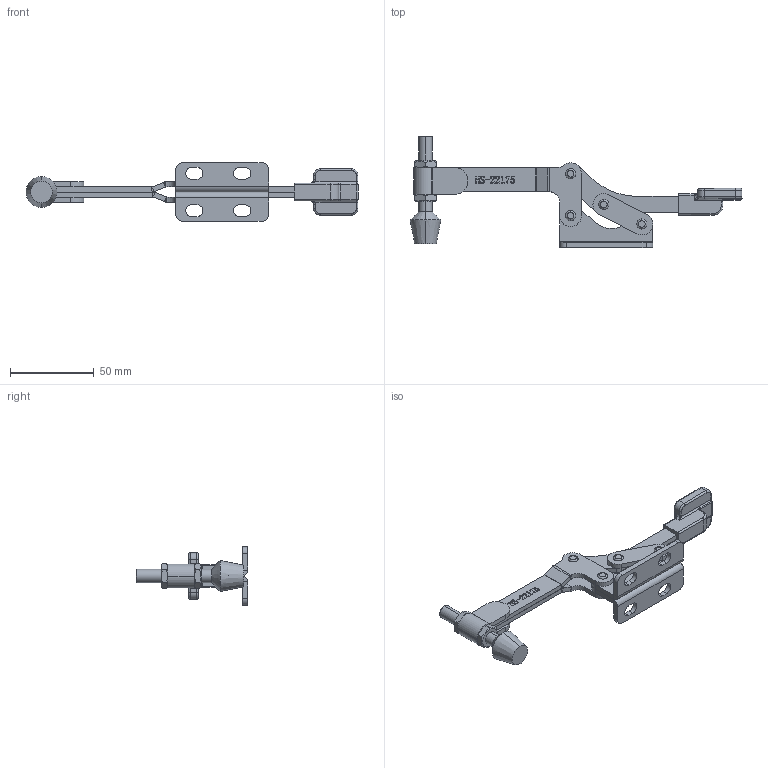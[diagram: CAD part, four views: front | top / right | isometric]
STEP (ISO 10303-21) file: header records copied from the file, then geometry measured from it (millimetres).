
FILE_DESCRIPTION (( 'STEP AP203' ), '1' );
FILE_NAME ('HS-22175 .STEP', '2019-10-05T01:48:04', ( '微软用户' ), ( '微软中国' ), 'SwSTEP 2.0', 'SolidWorks 2012', '' );
FILE_SCHEMA (( 'CONFIG_CONTROL_DESIGN' ));
Length unit declared in the file: millimetre
Products named in the file (13): 菁釱衵; HS-22175 ; hex thin nuts-grades ab-chamfered gb_GB_FASTENER_NUT_STNAB M8-N; hexagon head bolts-full thread gb_GB_FASTENER_BOLT_STBAB A M8X55-N; 揤輸; 揤參酘; 揤參衵; 种; 忒梟; 忒參; 蟀裝; 標; 菁釱酘
Assembly tree (17 placements, depth 2):
  HS-22175 
    菁釱衵
    菁釱酘
    標
    蟀裝  x2
    忒參
    忒梟
    种  x4
    揤參衵
    揤參酘
    揤輸
    hexagon head bolts-full thread gb_GB_FASTENER_BOLT_STBAB A M8X55-N
    hex thin nuts-grades ab-chamfered gb_GB_FASTENER_NUT_STNAB M8-N  x2
Bounding box: 198.02 x 66.25 x 34.9 mm (x, y, z)
Volume: 44657.1 mm3; surface area: 33913.1 mm2
Topology: 18 solids, 18 shells, 741 faces, 1879 edges, 1200 vertices
Faces by surface type: plane 379, cylinder 148, bspline 144, torus 38, cone 30, sphere 2
Entity records: 29083 total; most frequent: CARTESIAN_POINT 11708, ORIENTED_EDGE 3504, DIRECTION 2880, EDGE_CURVE 1752, VERTEX_POINT 1122, LINE 1096, VECTOR 1096, AXIS2_PLACEMENT_3D 892
